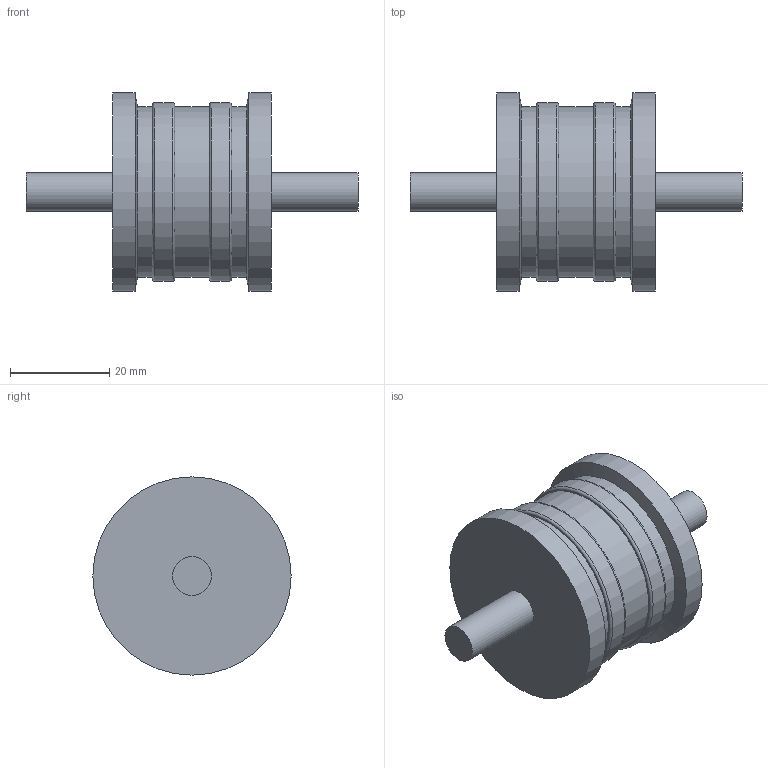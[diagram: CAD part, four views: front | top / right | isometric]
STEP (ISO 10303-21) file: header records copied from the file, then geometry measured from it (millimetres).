
FILE_DESCRIPTION(/* description */ (''),/* implementation_level */ '2;1');
FILE_NAME(/* name */ 'DR_PR8-M8-D40-H32.stp',/* time_stamp */ '2024-10-21T13:27:52+09:00',/* author */ ('user'),/* organization */ (''),/* preprocessor_version */ 'ST-DEVELOPER v15.6',/* originating_system */ 'Autodesk Inventor 2015',/* authorisation */ '');
FILE_SCHEMA (('AUTOMOTIVE_DESIGN { 1 0 10303 214 3 1 1 }'));
Length unit declared in the file: millimetre
Products named in the file (1): DR_PR8-M8-D40-H32
Bounding box: 67 x 40 x 40 mm (x, y, z)
Volume: 35363.4 mm3; surface area: 7817.7 mm2
Topology: 1 solids, 1 shells, 23 faces, 37 edges, 22 vertices
Faces by surface type: cylinder 9, plane 8, torus 4, cone 2
Full cylindrical faces by diameter (mm): 7.8 x2, 34.5 x3, 36 x2, 40 x2
Entity records: 478 total; most frequent: DIRECTION 92, CARTESIAN_POINT 68, AXIS2_PLACEMENT_3D 46, EDGE_LOOP 44, ORIENTED_EDGE 44, FACE_OUTER_BOUND 23, ADVANCED_FACE 23, CIRCLE 22
